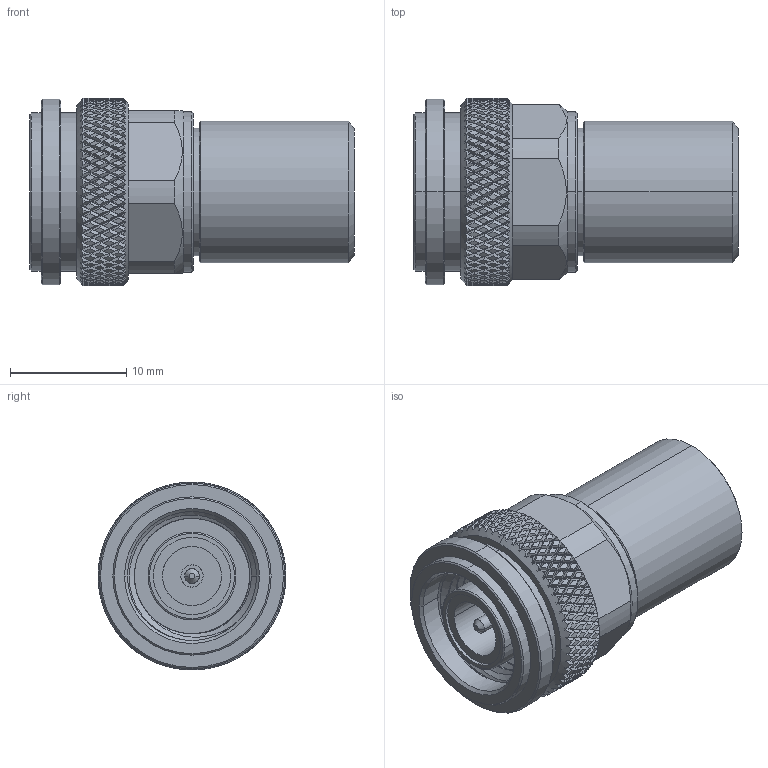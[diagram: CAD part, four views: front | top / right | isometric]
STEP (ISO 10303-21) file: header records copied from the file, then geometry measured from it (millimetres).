
FILE_DESCRIPTION (( 'STEP AP203' ), '1' );
FILE_NAME ('PE6TR013.step', '2019-02-26T21:32:52', ( '' ), ( '' ), 'SwSTEP 2.0', 'SolidWorks 2017', '' );
FILE_SCHEMA (( 'CONFIG_CONTROL_DESIGN' ));
Length unit declared in the file: inch
Products named in the file (1): PE6TR013
Bounding box: 27.89 x 16.17 x 16.17 mm (x, y, z)
Volume: 3534.4 mm3; surface area: 2519.6 mm2
Topology: 1 solids, 1 shells, 1902 faces, 4151 edges, 2262 vertices
Faces by surface type: bspline 1443, cylinder 406, plane 26, cone 25, torus 2
Entity records: 65770 total; most frequent: CARTESIAN_POINT 40248, ORIENTED_EDGE 8302, EDGE_CURVE 4151, VERTEX_POINT 2262, EDGE_LOOP 1913, FACE_OUTER_BOUND 1902, ADVANCED_FACE 1902, B_SPLINE_CURVE_WITH_KNOTS 1856
